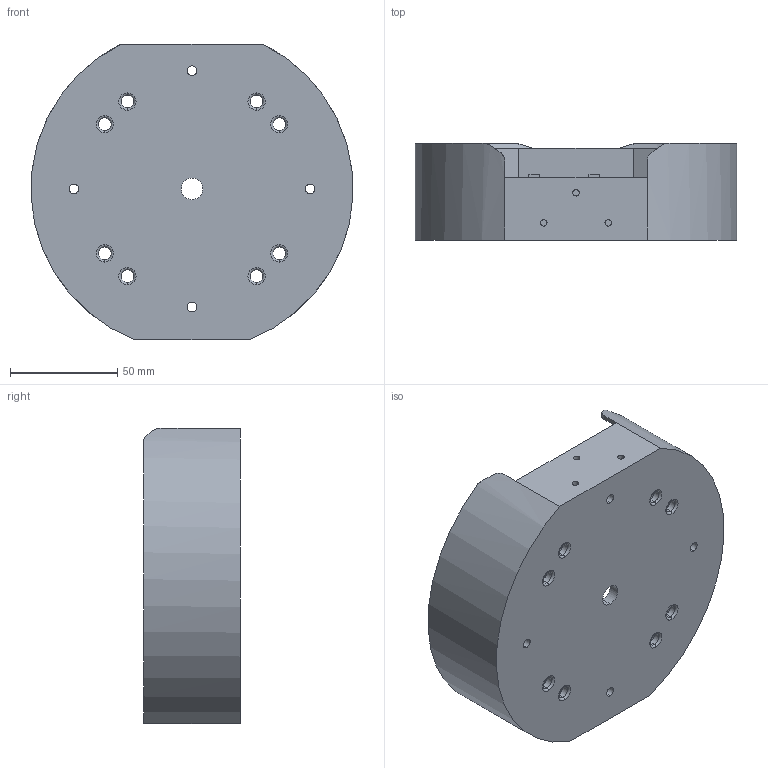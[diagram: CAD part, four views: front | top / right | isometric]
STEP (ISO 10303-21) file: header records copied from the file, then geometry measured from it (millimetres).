
FILE_DESCRIPTION (( 'STEP AP203' ), '1' );
FILE_NAME ('Parachute Bay V2.STEP', '2025-01-10T12:03:09', ( '' ), ( '' ), 'SwSTEP 2.0', 'SolidWorks 2024', '' );
FILE_SCHEMA (( 'CONFIG_CONTROL_DESIGN' ));
Length unit declared in the file: millimetre
Products named in the file (1): Parachute Bay V2
Bounding box: 149.88 x 45 x 137.38 mm (x, y, z)
Volume: 118838.1 mm3; surface area: 71661.3 mm2
Topology: 1 solids, 1 shells, 100 faces, 250 edges, 154 vertices
Faces by surface type: cylinder 44, torus 32, plane 22, cone 2
Entity records: 3229 total; most frequent: CARTESIAN_POINT 623, DIRECTION 574, ORIENTED_EDGE 500, EDGE_CURVE 250, AXIS2_PLACEMENT_3D 243, VERTEX_POINT 154, CIRCLE 142, EDGE_LOOP 138
